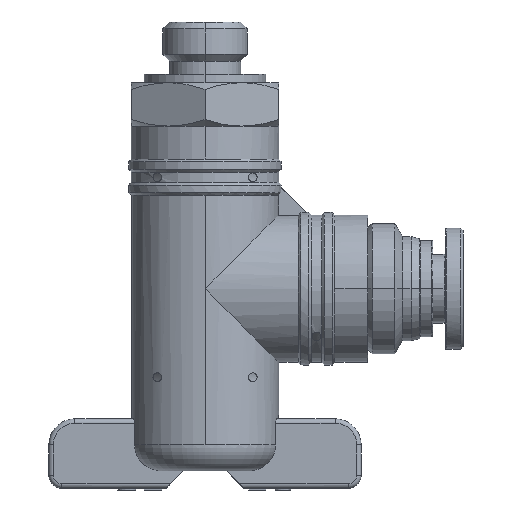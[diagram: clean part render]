
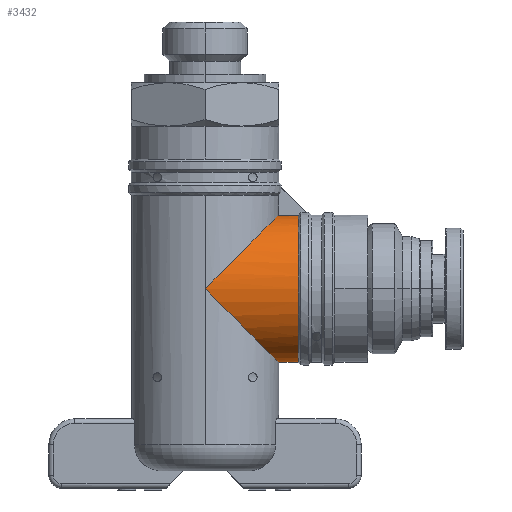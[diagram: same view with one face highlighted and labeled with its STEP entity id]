
A CAD part, left-side view. The second image highlights one B-rep face of the part: STEP entity #3432.
In plain terms, the highlighted cylindrical face has radius 8.5 mm (diameter 17 mm), a partial arc.
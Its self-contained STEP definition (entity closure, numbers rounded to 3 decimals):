
#2926=CARTESIAN_POINT('',(-0.1,2.625,-3.225));
#2927=VERTEX_POINT('',#2926);
#2957=CARTESIAN_POINT('',(-0.1,2.625,13.775));
#2958=VERTEX_POINT('',#2957);
#2966=CARTESIAN_POINT('',(-8.6,-5.875,5.275));
#2967=VERTEX_POINT('',#2966);
#2968=CARTESIAN_POINT('',(-0.1,-5.875,5.275));
#2969=DIRECTION('',(0.0,0.707,-0.707));
#2970=DIRECTION('',(0.0,0.707,0.707));
#2971=AXIS2_PLACEMENT_3D('',#2968,#2969,#2970);
#2972=ELLIPSE('',#2971,12.021,8.5);
#2973=EDGE_CURVE('',#2967,#2958,#2972,.T.);
#3209=CARTESIAN_POINT('',(-0.1,-5.875,5.275));
#3210=DIRECTION('',(0.0,0.707,0.707));
#3211=DIRECTION('',(0.0,-0.707,0.707));
#3212=AXIS2_PLACEMENT_3D('',#3209,#3210,#3211);
#3213=ELLIPSE('',#3212,12.021,8.5);
#3214=EDGE_CURVE('',#2927,#2967,#3213,.T.);
#3352=CARTESIAN_POINT('',(-0.1,4.875,13.775));
#3353=VERTEX_POINT('',#3352);
#3354=CARTESIAN_POINT('',(-0.1,2.625,13.775));
#3355=DIRECTION('',(0.0,1.0,0.0));
#3356=VECTOR('',#3355,2.25);
#3357=LINE('',#3354,#3356);
#3358=EDGE_CURVE('',#2958,#3353,#3357,.T.);
#3362=CARTESIAN_POINT('',(-0.1,4.875,-3.225));
#3363=VERTEX_POINT('',#3362);
#3364=CARTESIAN_POINT('',(-0.1,4.875,-3.225));
#3365=DIRECTION('',(0.0,-1.0,0.0));
#3366=VECTOR('',#3365,2.25);
#3367=LINE('',#3364,#3366);
#3368=EDGE_CURVE('',#3363,#2927,#3367,.T.);
#3414=CARTESIAN_POINT('',(-0.1,12.875,5.275));
#3415=DIRECTION('',(0.0,-1.0,0.0));
#3416=DIRECTION('',(1.0,0.0,0.0));
#3417=AXIS2_PLACEMENT_3D('',#3414,#3415,#3416);
#3418=CYLINDRICAL_SURFACE('',#3417,8.5);
#3419=ORIENTED_EDGE('',*,*,#3358,.T.);
#3420=CARTESIAN_POINT('',(-0.1,4.875,5.275));
#3421=DIRECTION('',(0.0,-1.0,0.0));
#3422=DIRECTION('',(1.0,0.0,0.0));
#3423=AXIS2_PLACEMENT_3D('',#3420,#3421,#3422);
#3424=CIRCLE('',#3423,8.5);
#3425=EDGE_CURVE('',#3353,#3363,#3424,.T.);
#3426=ORIENTED_EDGE('',*,*,#3425,.T.);
#3427=ORIENTED_EDGE('',*,*,#3368,.T.);
#3428=ORIENTED_EDGE('',*,*,#3214,.T.);
#3429=ORIENTED_EDGE('',*,*,#2973,.T.);
#3430=EDGE_LOOP('',(#3419,#3426,#3427,#3428,#3429));
#3431=FACE_OUTER_BOUND('',#3430,.T.);
#3432=ADVANCED_FACE('',(#3431),#3418,.T.);
